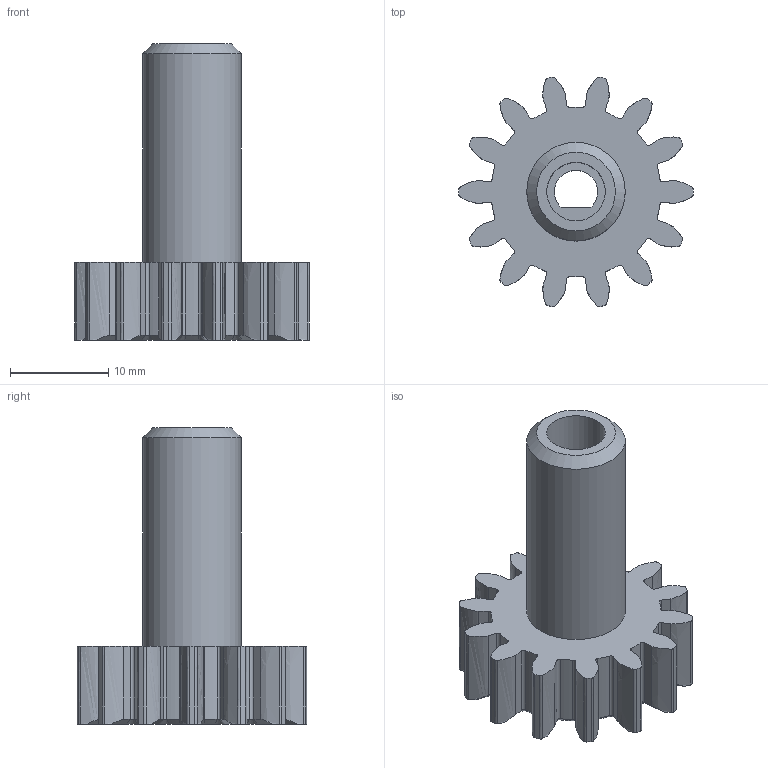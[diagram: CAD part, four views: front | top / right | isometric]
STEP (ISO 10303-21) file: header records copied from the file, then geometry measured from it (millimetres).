
FILE_DESCRIPTION(/* description */ (''),/* implementation_level */ '2;1');
FILE_NAME(/* name */ '1xShort Pinion v1.step',/* time_stamp */ '2025-04-14T12:44:33-04:00',/* author */ (''),/* organization */ (''),/* preprocessor_version */ 'ST-DEVELOPER v20.1',/* originating_system */ 'Autodesk Translation Framework v14.4.0.0',/* authorisation */ '');
FILE_SCHEMA (('AUTOMOTIVE_DESIGN { 1 0 10303 214 3 1 1 }'));
Length unit declared in the file: millimetre
Products named in the file (1): Short Pinion
Bounding box: 23.8 x 23.33 x 30.1 mm (x, y, z)
Volume: 3527.6 mm3; surface area: 2825.8 mm2
Topology: 1 solids, 1 shells, 249 faces, 676 edges, 431 vertices
Faces by surface type: plane 90, cylinder 59, bspline 56, cone 44
Full cylindrical faces by diameter (mm): 5.95 x1, 10 x1
Entity records: 9330 total; most frequent: CARTESIAN_POINT 3447, ORIENTED_EDGE 1352, DIRECTION 1028, EDGE_CURVE 676, VERTEX_POINT 431, AXIS2_PLACEMENT_3D 356, LINE 316, VECTOR 316
